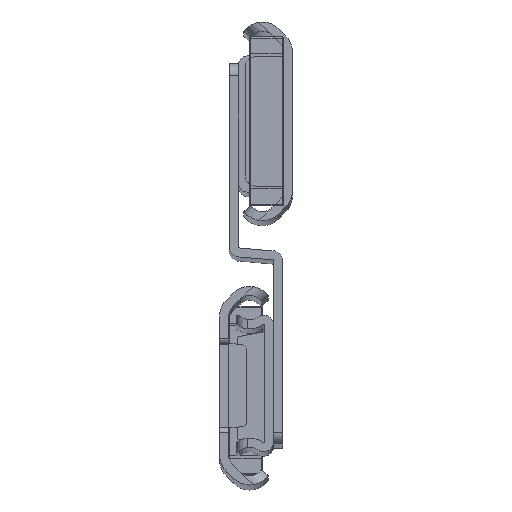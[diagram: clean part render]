
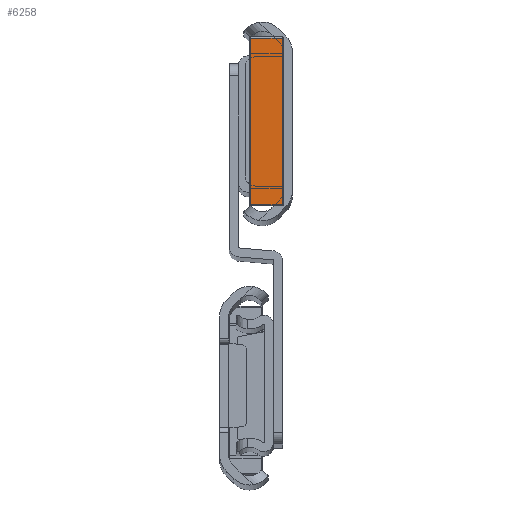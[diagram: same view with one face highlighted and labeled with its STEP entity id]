
A CAD part, top view. The second image highlights one B-rep face of the part: STEP entity #6258.
In plain terms, the highlighted planar face has unit normal (0, 0, 1).
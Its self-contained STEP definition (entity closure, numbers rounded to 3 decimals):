
#53 = LINE ( 'NONE', #1536, #5695 ) ;
#98 = VERTEX_POINT ( 'NONE', #2545 ) ;
#118 = EDGE_CURVE ( 'NONE', #3175, #4968, #1521, .T. ) ;
#215 = CARTESIAN_POINT ( 'NONE',  ( -14.8, 6., 3.25 ) ) ;
#329 = VECTOR ( 'NONE', #1016, 1000. ) ;
#609 = ORIENTED_EDGE ( 'NONE', *, *, #1457, .T. ) ;
#1016 = DIRECTION ( 'NONE',  ( -1., 0., 0. ) ) ;
#1076 = CARTESIAN_POINT ( 'NONE',  ( -14.8, 5.8, 3.25 ) ) ;
#1083 = LINE ( 'NONE', #3909, #329 ) ;
#1457 = EDGE_CURVE ( 'NONE', #4968, #98, #53, .T. ) ;
#1521 = LINE ( 'NONE', #6351, #1976 ) ;
#1536 = CARTESIAN_POINT ( 'NONE',  ( 14.8, 6., 3.25 ) ) ;
#1632 = DIRECTION ( 'NONE',  ( -1., 0., 0. ) ) ;
#1976 = VECTOR ( 'NONE', #2966, 1000. ) ;
#2047 = DIRECTION ( 'NONE',  ( 0., 1., 0. ) ) ;
#2110 = ORIENTED_EDGE ( 'NONE', *, *, #2120, .T. ) ;
#2120 = EDGE_CURVE ( 'NONE', #5058, #3175, #4197, .T. ) ;
#2222 = ORIENTED_EDGE ( 'NONE', *, *, #118, .T. ) ;
#2545 = CARTESIAN_POINT ( 'NONE',  ( 14.8, 5.8, 3.25 ) ) ;
#2695 = CARTESIAN_POINT ( 'NONE',  ( -15., 6., 3.25 ) ) ;
#2732 = EDGE_LOOP ( 'NONE', ( #5253, #2110, #2222, #609 ) ) ;
#2966 = DIRECTION ( 'NONE',  ( 1., 0., 0. ) ) ;
#3175 = VERTEX_POINT ( 'NONE', #5328 ) ;
#3426 = VECTOR ( 'NONE', #4129, 1000. ) ;
#3909 = CARTESIAN_POINT ( 'NONE',  ( -15., 5.8, 3.25 ) ) ;
#4129 = DIRECTION ( 'NONE',  ( 0., -1., 0. ) ) ;
#4197 = LINE ( 'NONE', #215, #3426 ) ;
#4581 = EDGE_CURVE ( 'NONE', #98, #5058, #1083, .T. ) ;
#4664 = DIRECTION ( 'NONE',  ( 0., 0., -1. ) ) ;
#4719 = CARTESIAN_POINT ( 'NONE',  ( 14.8, 0.2, 3.25 ) ) ;
#4968 = VERTEX_POINT ( 'NONE', #4719 ) ;
#4987 = AXIS2_PLACEMENT_3D ( 'NONE', #2695, #4664, #1632 ) ;
#5058 = VERTEX_POINT ( 'NONE', #1076 ) ;
#5082 = PLANE ( 'NONE',  #4987 ) ;
#5253 = ORIENTED_EDGE ( 'NONE', *, *, #4581, .T. ) ;
#5328 = CARTESIAN_POINT ( 'NONE',  ( -14.8, 0.2, 3.25 ) ) ;
#5567 = FACE_OUTER_BOUND ( 'NONE', #2732, .T. ) ;
#5695 = VECTOR ( 'NONE', #2047, 1000. ) ;
#6258 = ADVANCED_FACE ( 'NONE', ( #5567 ), #5082, .F. ) ;
#6351 = CARTESIAN_POINT ( 'NONE',  ( -15., 0.2, 3.25 ) ) ;
